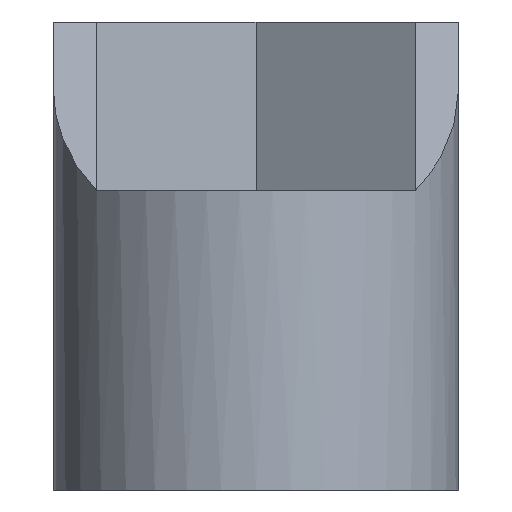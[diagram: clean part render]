
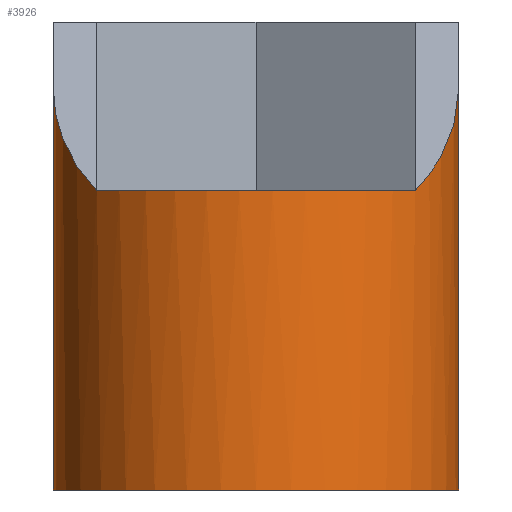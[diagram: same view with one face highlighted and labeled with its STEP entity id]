
A CAD part, left-side view. The second image highlights one B-rep face of the part: STEP entity #3926.
In plain terms, the highlighted cylindrical face has radius 5.334 mm (diameter 10.668 mm), a partial arc.
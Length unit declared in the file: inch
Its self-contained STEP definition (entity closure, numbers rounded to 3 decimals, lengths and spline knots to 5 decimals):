
#16=CYLINDRICAL_SURFACE('',#4001,0.21);
#21=ELLIPSE('',#3992,0.27045,0.21);
#22=ELLIPSE('',#3994,0.27045,0.21);
#27=CIRCLE('',#4002,0.21);
#28=CIRCLE('',#4003,0.21);
#293=FACE_OUTER_BOUND('',#519,.T.);
#519=EDGE_LOOP('',(#3491,#3492,#3493,#3494,#3495,#3496));
#763=LINE('',#8249,#1027);
#786=LINE('',#8307,#1050);
#1027=VECTOR('',#4309,0.3937);
#1050=VECTOR('',#4370,0.3937);
#1757=VERTEX_POINT('',#8246);
#1758=VERTEX_POINT('',#8248);
#1766=VERTEX_POINT('',#8275);
#1767=VERTEX_POINT('',#8276);
#1768=VERTEX_POINT('',#8281);
#1774=VERTEX_POINT('',#8305);
#2329=EDGE_CURVE('',#1757,#1758,#763,.T.);
#2343=EDGE_CURVE('',#1766,#1767,#21,.T.);
#2346=EDGE_CURVE('',#1768,#1758,#22,.T.);
#2358=EDGE_CURVE('',#1767,#1768,#27,.T.);
#2359=EDGE_CURVE('',#1757,#1774,#28,.T.);
#2360=EDGE_CURVE('',#1774,#1766,#786,.T.);
#3491=ORIENTED_EDGE('',*,*,#2343,.T.);
#3492=ORIENTED_EDGE('',*,*,#2358,.T.);
#3493=ORIENTED_EDGE('',*,*,#2346,.T.);
#3494=ORIENTED_EDGE('',*,*,#2329,.F.);
#3495=ORIENTED_EDGE('',*,*,#2359,.T.);
#3496=ORIENTED_EDGE('',*,*,#2360,.T.);
#3926=ADVANCED_FACE('',(#293),#16,.T.);
#3992=AXIS2_PLACEMENT_3D('',#8277,#4335,#4336);
#3994=AXIS2_PLACEMENT_3D('',#8282,#4341,#4342);
#4001=AXIS2_PLACEMENT_3D('',#8303,#4364,#4365);
#4002=AXIS2_PLACEMENT_3D('',#8304,#4366,#4367);
#4003=AXIS2_PLACEMENT_3D('',#8306,#4368,#4369);
#4309=DIRECTION('',(0.,0.,1.));
#4335=DIRECTION('center_axis',(0.63,0.,
-0.776));
#4336=DIRECTION('ref_axis',(-0.776,0.,-0.63));
#4341=DIRECTION('center_axis',(0.63,0.,
-0.776));
#4342=DIRECTION('ref_axis',(-0.776,0.,-0.63));
#4364=DIRECTION('center_axis',(0.,0.,1.));
#4365=DIRECTION('ref_axis',(-1.,0.,0.));
#4366=DIRECTION('center_axis',(0.,0.,-1.));
#4367=DIRECTION('ref_axis',(-1.,0.,0.));
#4368=DIRECTION('center_axis',(0.,0.,1.));
#4369=DIRECTION('ref_axis',(-1.,0.,0.));
#4370=DIRECTION('',(0.,0.,1.));
#8246=CARTESIAN_POINT('',(-0.775,0.81,1.));
#8248=CARTESIAN_POINT('',(-0.775,0.81,1.41542));
#8249=CARTESIAN_POINT('',(-0.775,0.81,1.));
#8275=CARTESIAN_POINT('',(-0.775,0.39,1.41542));
#8276=CARTESIAN_POINT('',(-0.9049,0.435,1.31));
#8277=CARTESIAN_POINT('Origin',(-0.775,0.6,1.41542));
#8281=CARTESIAN_POINT('',(-0.9049,0.765,1.31));
#8282=CARTESIAN_POINT('Origin',(-0.775,0.6,1.41542));
#8303=CARTESIAN_POINT('Origin',(-0.775,0.6,1.));
#8304=CARTESIAN_POINT('Origin',(-0.775,0.6,1.31));
#8305=CARTESIAN_POINT('',(-0.775,0.39,1.));
#8306=CARTESIAN_POINT('Origin',(-0.775,0.6,1.));
#8307=CARTESIAN_POINT('',(-0.775,0.39,1.));
